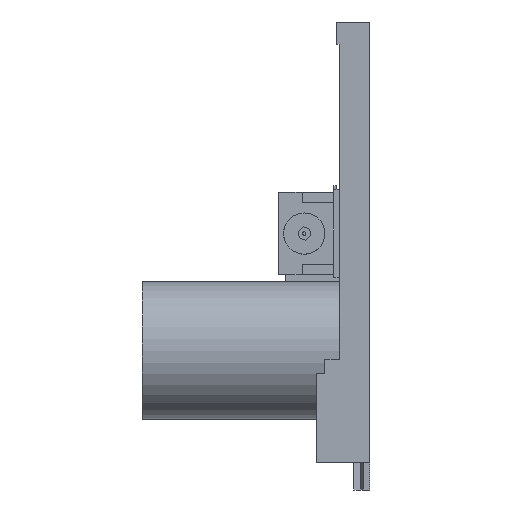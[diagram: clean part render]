
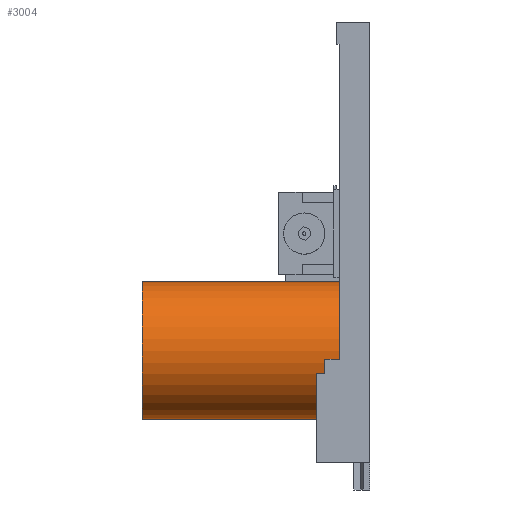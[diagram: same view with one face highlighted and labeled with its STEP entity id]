
A CAD part, left-side view. The second image highlights one B-rep face of the part: STEP entity #3004.
In plain terms, the highlighted cylindrical face has radius 50 mm (diameter 100 mm), a full revolution.
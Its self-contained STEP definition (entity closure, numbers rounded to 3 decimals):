
#30=CYLINDRICAL_SURFACE('',#3188,50.);
#57=FACE_BOUND('',#414,.T.);
#78=CIRCLE('',#3189,50.);
#79=CIRCLE('',#3190,50.);
#227=FACE_OUTER_BOUND('',#413,.T.);
#413=EDGE_LOOP('',(#2637));
#414=EDGE_LOOP('',(#2638,#2639,#2640));
#792=LINE('',#4746,#1180);
#1180=VECTOR('',#3903,10.);
#1461=VERTEX_POINT('',#4741);
#1462=VERTEX_POINT('',#4743);
#1463=VERTEX_POINT('',#4745);
#1858=EDGE_CURVE('',#1461,#1461,#78,.T.);
#1859=EDGE_CURVE('',#1462,#1462,#79,.T.);
#1860=EDGE_CURVE('',#1462,#1463,#792,.T.);
#2637=ORIENTED_EDGE('',*,*,#1858,.F.);
#2638=ORIENTED_EDGE('',*,*,#1859,.F.);
#2639=ORIENTED_EDGE('',*,*,#1860,.T.);
#2640=ORIENTED_EDGE('',*,*,#1860,.F.);
#3004=ADVANCED_FACE('',(#227,#57),#30,.T.);
#3188=AXIS2_PLACEMENT_3D('',#4740,#3897,#3898);
#3189=AXIS2_PLACEMENT_3D('',#4742,#3899,#3900);
#3190=AXIS2_PLACEMENT_3D('',#4744,#3901,#3902);
#3897=DIRECTION('center_axis',(0.,1.,0.));
#3898=DIRECTION('ref_axis',(-1.,0.,0.));
#3899=DIRECTION('center_axis',(0.,1.,0.));
#3900=DIRECTION('ref_axis',(-1.,0.,0.));
#3901=DIRECTION('center_axis',(0.,-1.,0.));
#3902=DIRECTION('ref_axis',(-1.,0.,0.));
#3903=DIRECTION('',(0.,1.,0.));
#4740=CARTESIAN_POINT('Origin',(54.163,5.,141.3));
#4741=CARTESIAN_POINT('',(104.163,165.,141.3));
#4742=CARTESIAN_POINT('Origin',(54.163,165.,141.3));
#4743=CARTESIAN_POINT('',(54.163,5.,191.3));
#4744=CARTESIAN_POINT('Origin',(54.163,5.,141.3));
#4745=CARTESIAN_POINT('',(54.163,61.,191.3));
#4746=CARTESIAN_POINT('',(54.163,5.,191.3));
